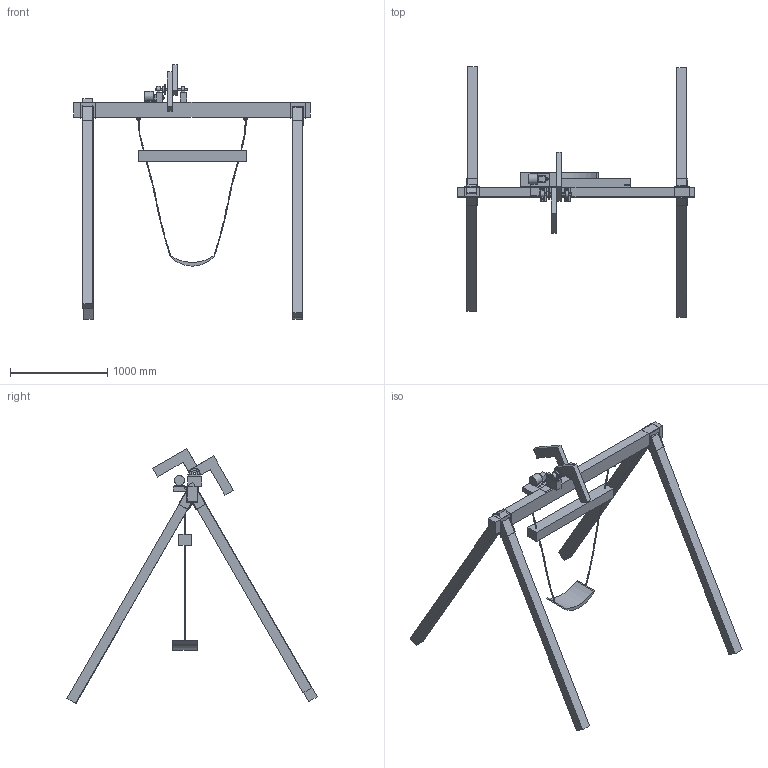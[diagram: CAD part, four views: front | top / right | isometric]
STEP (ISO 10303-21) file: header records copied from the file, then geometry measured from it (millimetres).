
FILE_DESCRIPTION(/* description */ (''),/* implementation_level */ '2;1');
FILE_NAME(/* name */ 'Crossbeam assem v1.step',/* time_stamp */ '2025-09-12T14:25:59-04:00',/* author */ (''),/* organization */ (''),/* preprocessor_version */ 'ST-DEVELOPER v20.1',/* originating_system */ 'Autodesk Translation Framework v14.17.0.0',/* authorisation */ '');
FILE_SCHEMA (('AUTOMOTIVE_DESIGN { 1 0 10303 214 3 1 1 }'));
Length unit declared in the file: inch
Products named in the file (13): Crossbeam assem; motor mount block; gearbox; gear; 1in bearing; motor; mbar (attached); baseplate_v2; shaft; A-frame bracket; 4x6 crossbeam; framelegs; seat2
Assembly tree (18 placements, depth 2):
  Crossbeam assem
    motor mount block
    gearbox
    gear
    1in bearing  x2
    motor
    mbar (attached)
    baseplate_v2
    shaft
    4x6 crossbeam  x2
    A-frame bracket  x2
    framelegs  x4
    seat2
Bounding box: 2438.4 x 2576.13 x 2619.08 mm (x, y, z)
Volume: 209479348.6 mm3; surface area: 9109173.4 mm2
Topology: 25 solids, 25 shells, 690 faces, 1844 edges, 1209 vertices
Faces by surface type: plane 355, bspline 234, cylinder 101
Full cylindrical faces by diameter (mm): 6.486 x1, 7 x4, 8.001 x1, 10.283 x3, 12.7 x1, 20.32 x1, 25.4 x5, 28.583 x1, 57.81 x1, 101.6 x1
Entity records: 22362 total; most frequent: CARTESIAN_POINT 8185, ORIENTED_EDGE 3226, DIRECTION 2195, EDGE_CURVE 1613, VERTEX_POINT 1055, LINE 821, VECTOR 821, EDGE_LOOP 698
